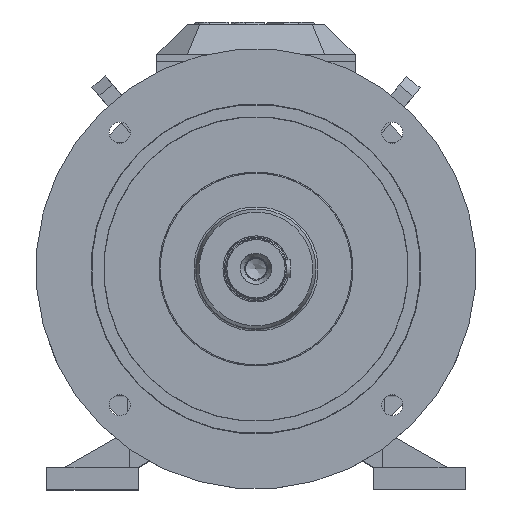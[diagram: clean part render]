
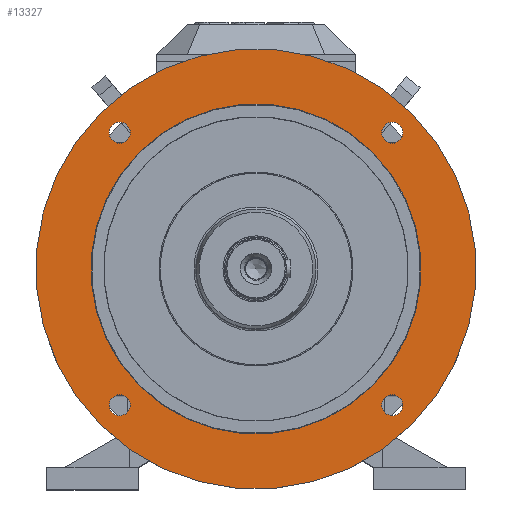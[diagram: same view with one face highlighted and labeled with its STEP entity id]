
A CAD part, top view. The second image highlights one B-rep face of the part: STEP entity #13327.
In plain terms, the highlighted planar face has unit normal (0, 0, 1).
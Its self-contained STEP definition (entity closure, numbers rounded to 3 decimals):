
#11614=FACE_BOUND('',#15713,.T.);
#11615=FACE_BOUND('',#15714,.T.);
#11616=FACE_BOUND('',#15715,.T.);
#11617=FACE_BOUND('',#15716,.T.);
#11618=FACE_BOUND('',#15717,.T.);
#11619=FACE_BOUND('',#15718,.T.);
#12300=PLANE('',#37166);
#13327=ADVANCED_FACE('F2525',(#11614,#11615,#11616,#11617,#11618,#11619),
#12300,.T.);
#15713=EDGE_LOOP('',(#21201));
#15714=EDGE_LOOP('',(#21202));
#15715=EDGE_LOOP('',(#21203));
#15716=EDGE_LOOP('',(#21204));
#15717=EDGE_LOOP('',(#21205));
#15718=EDGE_LOOP('',(#21206));
#16473=CIRCLE('',#37139,150.);
#16478=CIRCLE('',#37147,9.5);
#16480=CIRCLE('',#37150,9.5);
#16482=CIRCLE('',#37153,9.5);
#16484=CIRCLE('',#37156,9.5);
#16489=CIRCLE('',#37164,200.);
#21201=ORIENTED_EDGE('',*,*,#30439,.F.);
#21202=ORIENTED_EDGE('',*,*,#30427,.T.);
#21203=ORIENTED_EDGE('',*,*,#30430,.T.);
#21204=ORIENTED_EDGE('',*,*,#30433,.T.);
#21205=ORIENTED_EDGE('',*,*,#30415,.T.);
#21206=ORIENTED_EDGE('',*,*,#30424,.T.);
#25957=VERTEX_POINT('',#69891);
#25962=VERTEX_POINT('',#69969);
#25964=VERTEX_POINT('',#69975);
#25966=VERTEX_POINT('',#69981);
#25968=VERTEX_POINT('',#69987);
#25972=VERTEX_POINT('',#70000);
#30415=EDGE_CURVE('E2727',#25957,#25957,#16473,.T.);
#30424=EDGE_CURVE('E33',#25962,#25962,#16478,.T.);
#30427=EDGE_CURVE('E4343',#25964,#25964,#16480,.T.);
#30430=EDGE_CURVE('E4545',#25966,#25966,#16482,.T.);
#30433=EDGE_CURVE('E4747',#25968,#25968,#16484,.T.);
#30439=EDGE_CURVE('E2525',#25972,#25972,#16489,.T.);
#37139=AXIS2_PLACEMENT_3D('',#69892,#42657,#42658);
#37147=AXIS2_PLACEMENT_3D('',#69971,#42676,#42677);
#37150=AXIS2_PLACEMENT_3D('',#69977,#42683,#42684);
#37153=AXIS2_PLACEMENT_3D('',#69983,#42690,#42691);
#37156=AXIS2_PLACEMENT_3D('',#69989,#42697,#42698);
#37164=AXIS2_PLACEMENT_3D('',#70001,#42714,#42715);
#37166=AXIS2_PLACEMENT_3D('',#70003,#42718,#42719);
#42657=DIRECTION('',(0.,0.,-1.));
#42658=DIRECTION('',(-1.,0.,0.));
#42676=DIRECTION('',(0.,0.,-1.));
#42677=DIRECTION('',(-1.,0.,0.));
#42683=DIRECTION('',(0.,0.,-1.));
#42684=DIRECTION('',(-1.,0.,0.));
#42690=DIRECTION('',(0.,0.,-1.));
#42691=DIRECTION('',(-1.,0.,0.));
#42697=DIRECTION('',(0.,0.,-1.));
#42698=DIRECTION('',(-1.,0.,0.));
#42714=DIRECTION('',(0.,0.,-1.));
#42715=DIRECTION('',(-1.,0.,0.));
#42718=DIRECTION('',(0.,0.,1.));
#42719=DIRECTION('',(-1.,0.,0.));
#69891=CARTESIAN_POINT('',(-106.065,106.067,86.5));
#69892=CARTESIAN_POINT('',(0.006,0.006,86.5));
#69969=CARTESIAN_POINT('',(-133.238,123.75,86.5));
#69971=CARTESIAN_POINT('',(-123.738,123.75,86.5));
#69975=CARTESIAN_POINT('',(-123.738,-133.238,86.5));
#69977=CARTESIAN_POINT('',(-123.738,-123.738,86.5));
#69981=CARTESIAN_POINT('',(133.25,-123.738,86.5));
#69983=CARTESIAN_POINT('',(123.75,-123.738,86.5));
#69987=CARTESIAN_POINT('',(123.75,133.25,86.5));
#69989=CARTESIAN_POINT('',(123.75,123.75,86.5));
#70000=CARTESIAN_POINT('',(-141.422,141.421,86.5));
#70001=CARTESIAN_POINT('',(0.006,0.006,86.5));
#70003=CARTESIAN_POINT('',(220.006,220.006,86.5));
